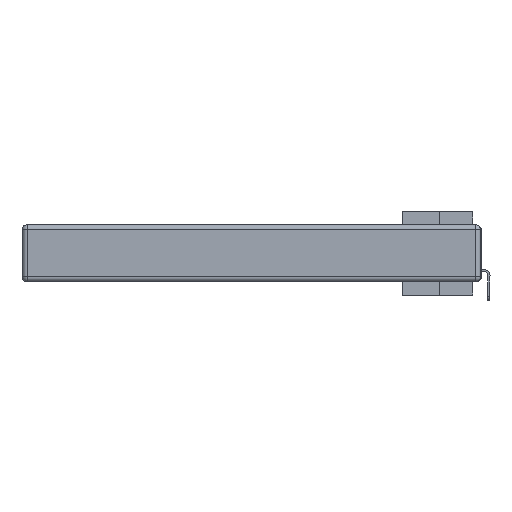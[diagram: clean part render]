
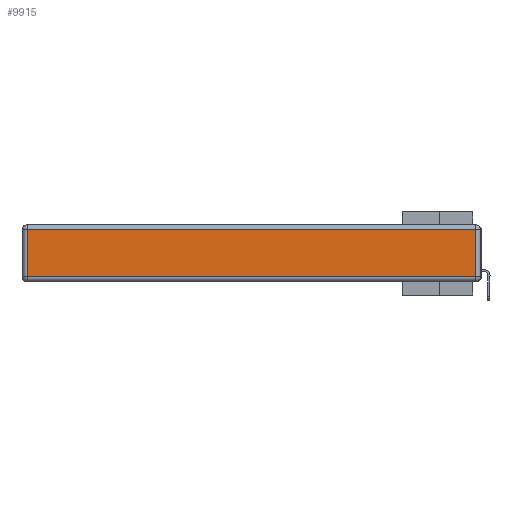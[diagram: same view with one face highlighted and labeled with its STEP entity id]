
A CAD part, left-side view. The second image highlights one B-rep face of the part: STEP entity #9915.
In plain terms, the highlighted planar face has unit normal (-1, 0, 0).
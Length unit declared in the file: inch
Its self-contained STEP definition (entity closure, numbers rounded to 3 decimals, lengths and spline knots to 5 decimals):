
#105 = EDGE_CURVE ( 'NONE', #3433, #4391, #21405, .T. ) ;
#444 = ORIENTED_EDGE ( 'NONE', *, *, #30315, .T. ) ;
#2594 = ORIENTED_EDGE ( 'NONE', *, *, #9147, .T. ) ;
#3433 = VERTEX_POINT ( 'NONE', #5981 ) ;
#4391 = VERTEX_POINT ( 'NONE', #34777 ) ;
#5806 = DIRECTION ( 'NONE',  ( 0., -1., 0. ) ) ;
#5981 = CARTESIAN_POINT ( 'NONE',  ( 0., 0.03, -0.03 ) ) ;
#6086 = CARTESIAN_POINT ( 'NONE',  ( 0., 2.72, -0.343 ) ) ;
#7034 = VECTOR ( 'NONE', #30245, 39.37008 ) ;
#7790 = LINE ( 'NONE', #37532, #34075 ) ;
#8585 = CARTESIAN_POINT ( 'NONE',  ( 0., 0., -0.313 ) ) ;
#9147 = EDGE_CURVE ( 'NONE', #33542, #3433, #7790, .T. ) ;
#9915 = ADVANCED_FACE ( 'NONE', ( #35892 ), #20205, .T. ) ;
#10208 = DIRECTION ( 'NONE',  ( 0., 1., 0. ) ) ;
#10252 = LINE ( 'NONE', #8585, #16796 ) ;
#11539 = VECTOR ( 'NONE', #10208, 39.37008 ) ;
#11762 = LINE ( 'NONE', #6086, #7034 ) ;
#13707 = ORIENTED_EDGE ( 'NONE', *, *, #25180, .T. ) ;
#16796 = VECTOR ( 'NONE', #5806, 39.37008 ) ;
#19927 = VERTEX_POINT ( 'NONE', #24589 ) ;
#20205 = PLANE ( 'NONE',  #38436 ) ;
#21405 = LINE ( 'NONE', #22658, #11539 ) ;
#22658 = CARTESIAN_POINT ( 'NONE',  ( 0., 2.75, -0.03 ) ) ;
#22985 = DIRECTION ( 'NONE',  ( 0., 0., 1. ) ) ;
#23216 = CARTESIAN_POINT ( 'NONE',  ( 0., 0., -0.343 ) ) ;
#24589 = CARTESIAN_POINT ( 'NONE',  ( 0., 2.72, -0.313 ) ) ;
#25180 = EDGE_CURVE ( 'NONE', #19927, #33542, #10252, .T. ) ;
#25210 = ORIENTED_EDGE ( 'NONE', *, *, #105, .T. ) ;
#26243 = DIRECTION ( 'NONE',  ( 0., 0., 1. ) ) ;
#30245 = DIRECTION ( 'NONE',  ( 0., 0., -1. ) ) ;
#30315 = EDGE_CURVE ( 'NONE', #4391, #19927, #11762, .T. ) ;
#31142 = CARTESIAN_POINT ( 'NONE',  ( 0., 0.03, -0.313 ) ) ;
#33542 = VERTEX_POINT ( 'NONE', #31142 ) ;
#34075 = VECTOR ( 'NONE', #22985, 39.37008 ) ;
#34777 = CARTESIAN_POINT ( 'NONE',  ( 0., 2.72, -0.03 ) ) ;
#35145 = EDGE_LOOP ( 'NONE', ( #13707, #2594, #25210, #444 ) ) ;
#35892 = FACE_OUTER_BOUND ( 'NONE', #35145, .T. ) ;
#37532 = CARTESIAN_POINT ( 'NONE',  ( 0., 0.03, -0.343 ) ) ;
#37628 = DIRECTION ( 'NONE',  ( -1., 0., 0. ) ) ;
#38436 = AXIS2_PLACEMENT_3D ( 'NONE', #23216, #37628, #26243 ) ;
